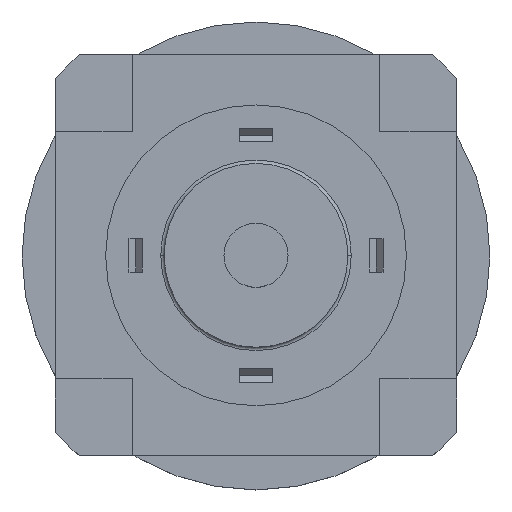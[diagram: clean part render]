
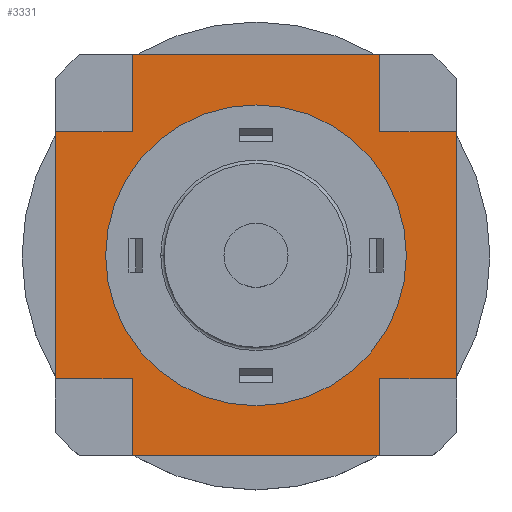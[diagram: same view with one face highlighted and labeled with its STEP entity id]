
A CAD part, top view. The second image highlights one B-rep face of the part: STEP entity #3331.
In plain terms, the highlighted planar face has unit normal (0, 0, 1).
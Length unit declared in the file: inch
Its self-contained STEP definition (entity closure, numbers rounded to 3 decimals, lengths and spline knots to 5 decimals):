
#8 = EDGE_CURVE ( 'NONE', #3244, #1020, #127, .T. ) ;
#10 = VECTOR ( 'NONE', #1629, 39.37008 ) ;
#18 = CARTESIAN_POINT ( 'NONE',  ( 0.07283, -0.07283, 0. ) ) ;
#20 = CARTESIAN_POINT ( 'NONE',  ( -0.07283, 0.15748, 0. ) ) ;
#25 = EDGE_CURVE ( 'NONE', #28, #1104, #3307, .T. ) ;
#28 = VERTEX_POINT ( 'NONE', #1969 ) ;
#34 = VECTOR ( 'NONE', #3364, 39.37008 ) ;
#97 = CARTESIAN_POINT ( 'NONE',  ( 0.15748, -0.07283, 0. ) ) ;
#127 = CIRCLE ( 'NONE', #2924, 0.08858 ) ;
#160 = LINE ( 'NONE', #2840, #205 ) ;
#163 = EDGE_CURVE ( 'NONE', #1091, #2649, #2648, .T. ) ;
#192 = VERTEX_POINT ( 'NONE', #1796 ) ;
#205 = VECTOR ( 'NONE', #1506, 39.37008 ) ;
#218 = VERTEX_POINT ( 'NONE', #3121 ) ;
#228 = EDGE_CURVE ( 'NONE', #367, #2488, #2866, .T. ) ;
#230 = LINE ( 'NONE', #829, #10 ) ;
#231 = AXIS2_PLACEMENT_3D ( 'NONE', #3224, #2114, #1863 ) ;
#325 = PLANE ( 'NONE',  #2950 ) ;
#334 = EDGE_CURVE ( 'NONE', #1020, #3244, #2116, .T. ) ;
#353 = EDGE_CURVE ( 'NONE', #2046, #218, #3207, .T. ) ;
#367 = VERTEX_POINT ( 'NONE', #1845 ) ;
#442 = ORIENTED_EDGE ( 'NONE', *, *, #25, .F. ) ;
#509 = DIRECTION ( 'NONE',  ( 0., -1., 0. ) ) ;
#514 = CARTESIAN_POINT ( 'NONE',  ( -0.08858, 0., 0. ) ) ;
#675 = VECTOR ( 'NONE', #1553, 39.37008 ) ;
#693 = EDGE_CURVE ( 'NONE', #1831, #2535, #1547, .T. ) ;
#776 = ORIENTED_EDGE ( 'NONE', *, *, #1063, .F. ) ;
#829 = CARTESIAN_POINT ( 'NONE',  ( 0.15748, -0.07283, 0. ) ) ;
#850 = DIRECTION ( 'NONE',  ( 0., -1., 0. ) ) ;
#868 = DIRECTION ( 'NONE',  ( 0., -1., 0. ) ) ;
#883 = EDGE_LOOP ( 'NONE', ( #2082, #776, #2562, #2467, #3529, #1820, #1218, #2852, #442, #2614, #2709, #1407 ) ) ;
#886 = DIRECTION ( 'NONE',  ( 0., 0., 1. ) ) ;
#1020 = VERTEX_POINT ( 'NONE', #2915 ) ;
#1059 = LINE ( 'NONE', #2140, #675 ) ;
#1063 = EDGE_CURVE ( 'NONE', #2046, #1831, #230, .T. ) ;
#1073 = CARTESIAN_POINT ( 'NONE',  ( -0.11811, 0.07283, 0. ) ) ;
#1091 = VERTEX_POINT ( 'NONE', #18 ) ;
#1104 = VERTEX_POINT ( 'NONE', #1842 ) ;
#1137 = DIRECTION ( 'NONE',  ( 1., 0., 0. ) ) ;
#1138 = CARTESIAN_POINT ( 'NONE',  ( 0.15748, 0.07283, 0. ) ) ;
#1206 = CARTESIAN_POINT ( 'NONE',  ( 0.15748, 0.07283, 0. ) ) ;
#1218 = ORIENTED_EDGE ( 'NONE', *, *, #228, .F. ) ;
#1231 = CARTESIAN_POINT ( 'NONE',  ( 0.11811, 0.07283, 0. ) ) ;
#1320 = DIRECTION ( 'NONE',  ( -1., 0., 0. ) ) ;
#1333 = CARTESIAN_POINT ( 'NONE',  ( -0.11811, -0.07283, 0. ) ) ;
#1401 = DIRECTION ( 'NONE',  ( -1., 0., 0. ) ) ;
#1407 = ORIENTED_EDGE ( 'NONE', *, *, #2629, .T. ) ;
#1424 = CARTESIAN_POINT ( 'NONE',  ( -0.07283, 0.07283, 0. ) ) ;
#1436 = VECTOR ( 'NONE', #1564, 39.37008 ) ;
#1445 = DIRECTION ( 'NONE',  ( 0., 0., -1. ) ) ;
#1506 = DIRECTION ( 'NONE',  ( 0., -1., 0. ) ) ;
#1510 = CARTESIAN_POINT ( 'NONE',  ( 0.07283, 0.15748, 0. ) ) ;
#1547 = LINE ( 'NONE', #1073, #2123 ) ;
#1553 = DIRECTION ( 'NONE',  ( 1., 0., 0. ) ) ;
#1564 = DIRECTION ( 'NONE',  ( 0., -1., 0. ) ) ;
#1588 = EDGE_CURVE ( 'NONE', #2488, #1091, #3018, .T. ) ;
#1629 = DIRECTION ( 'NONE',  ( -1., 0., 0. ) ) ;
#1736 = LINE ( 'NONE', #1206, #34 ) ;
#1796 = CARTESIAN_POINT ( 'NONE',  ( -0.07283, 0.11811, 0. ) ) ;
#1814 = DIRECTION ( 'NONE',  ( 0., -1., 0. ) ) ;
#1820 = ORIENTED_EDGE ( 'NONE', *, *, #1588, .F. ) ;
#1831 = VERTEX_POINT ( 'NONE', #1333 ) ;
#1842 = CARTESIAN_POINT ( 'NONE',  ( 0.07283, 0.07283, 0. ) ) ;
#1845 = CARTESIAN_POINT ( 'NONE',  ( 0.11811, 0.07283, 0. ) ) ;
#1863 = DIRECTION ( 'NONE',  ( 1., 0., 0. ) ) ;
#1933 = CARTESIAN_POINT ( 'NONE',  ( 0.11811, -0.07283, 0. ) ) ;
#1969 = CARTESIAN_POINT ( 'NONE',  ( 0.07283, 0.11811, 0. ) ) ;
#2046 = VERTEX_POINT ( 'NONE', #2998 ) ;
#2082 = ORIENTED_EDGE ( 'NONE', *, *, #693, .F. ) ;
#2114 = DIRECTION ( 'NONE',  ( 0., 0., 1. ) ) ;
#2116 = CIRCLE ( 'NONE', #231, 0.08858 ) ;
#2123 = VECTOR ( 'NONE', #2636, 39.37008 ) ;
#2127 = VECTOR ( 'NONE', #868, 39.37008 ) ;
#2140 = CARTESIAN_POINT ( 'NONE',  ( 0.15748, -0.11811, 0. ) ) ;
#2201 = VECTOR ( 'NONE', #3149, 39.37008 ) ;
#2364 = LINE ( 'NONE', #2881, #2201 ) ;
#2467 = ORIENTED_EDGE ( 'NONE', *, *, #3173, .T. ) ;
#2488 = VERTEX_POINT ( 'NONE', #1933 ) ;
#2535 = VERTEX_POINT ( 'NONE', #3325 ) ;
#2558 = CARTESIAN_POINT ( 'NONE',  ( 0.07283, 0.15748, 0. ) ) ;
#2562 = ORIENTED_EDGE ( 'NONE', *, *, #353, .T. ) ;
#2614 = ORIENTED_EDGE ( 'NONE', *, *, #2730, .T. ) ;
#2629 = EDGE_CURVE ( 'NONE', #3389, #2535, #1736, .T. ) ;
#2636 = DIRECTION ( 'NONE',  ( 0., 1., 0. ) ) ;
#2648 = LINE ( 'NONE', #1510, #1436 ) ;
#2649 = VERTEX_POINT ( 'NONE', #3098 ) ;
#2709 = ORIENTED_EDGE ( 'NONE', *, *, #2749, .T. ) ;
#2721 = FACE_BOUND ( 'NONE', #2927, .T. ) ;
#2730 = EDGE_CURVE ( 'NONE', #28, #192, #2364, .T. ) ;
#2749 = EDGE_CURVE ( 'NONE', #192, #3389, #160, .T. ) ;
#2840 = CARTESIAN_POINT ( 'NONE',  ( -0.07283, 0.15748, 0. ) ) ;
#2852 = ORIENTED_EDGE ( 'NONE', *, *, #3298, .T. ) ;
#2866 = LINE ( 'NONE', #1231, #3492 ) ;
#2881 = CARTESIAN_POINT ( 'NONE',  ( 0.15748, 0.11811, 0. ) ) ;
#2915 = CARTESIAN_POINT ( 'NONE',  ( 0.08858, 0., 0. ) ) ;
#2924 = AXIS2_PLACEMENT_3D ( 'NONE', #3105, #886, #1137 ) ;
#2927 = EDGE_LOOP ( 'NONE', ( #3005, #3145 ) ) ;
#2942 = CARTESIAN_POINT ( 'NONE',  ( 0.15748, 0.07283, 0. ) ) ;
#2950 = AXIS2_PLACEMENT_3D ( 'NONE', #1138, #1445, #850 ) ;
#2971 = VECTOR ( 'NONE', #509, 39.37008 ) ;
#2998 = CARTESIAN_POINT ( 'NONE',  ( -0.07283, -0.07283, 0. ) ) ;
#3005 = ORIENTED_EDGE ( 'NONE', *, *, #334, .F. ) ;
#3018 = LINE ( 'NONE', #97, #3501 ) ;
#3098 = CARTESIAN_POINT ( 'NONE',  ( 0.07283, -0.11811, 0. ) ) ;
#3105 = CARTESIAN_POINT ( 'NONE',  ( 0., 0., 0. ) ) ;
#3121 = CARTESIAN_POINT ( 'NONE',  ( -0.07283, -0.11811, 0. ) ) ;
#3145 = ORIENTED_EDGE ( 'NONE', *, *, #8, .F. ) ;
#3149 = DIRECTION ( 'NONE',  ( -1., 0., 0. ) ) ;
#3173 = EDGE_CURVE ( 'NONE', #218, #2649, #1059, .T. ) ;
#3207 = LINE ( 'NONE', #20, #2971 ) ;
#3224 = CARTESIAN_POINT ( 'NONE',  ( 0., 0., 0. ) ) ;
#3237 = VECTOR ( 'NONE', #1320, 39.37008 ) ;
#3244 = VERTEX_POINT ( 'NONE', #514 ) ;
#3298 = EDGE_CURVE ( 'NONE', #367, #1104, #3483, .T. ) ;
#3307 = LINE ( 'NONE', #2558, #2127 ) ;
#3311 = FACE_OUTER_BOUND ( 'NONE', #883, .T. ) ;
#3325 = CARTESIAN_POINT ( 'NONE',  ( -0.11811, 0.07283, 0. ) ) ;
#3331 = ADVANCED_FACE ( 'NONE', ( #2721, #3311 ), #325, .F. ) ;
#3364 = DIRECTION ( 'NONE',  ( -1., 0., 0. ) ) ;
#3389 = VERTEX_POINT ( 'NONE', #1424 ) ;
#3483 = LINE ( 'NONE', #2942, #3237 ) ;
#3492 = VECTOR ( 'NONE', #1814, 39.37008 ) ;
#3501 = VECTOR ( 'NONE', #1401, 39.37008 ) ;
#3529 = ORIENTED_EDGE ( 'NONE', *, *, #163, .F. ) ;
